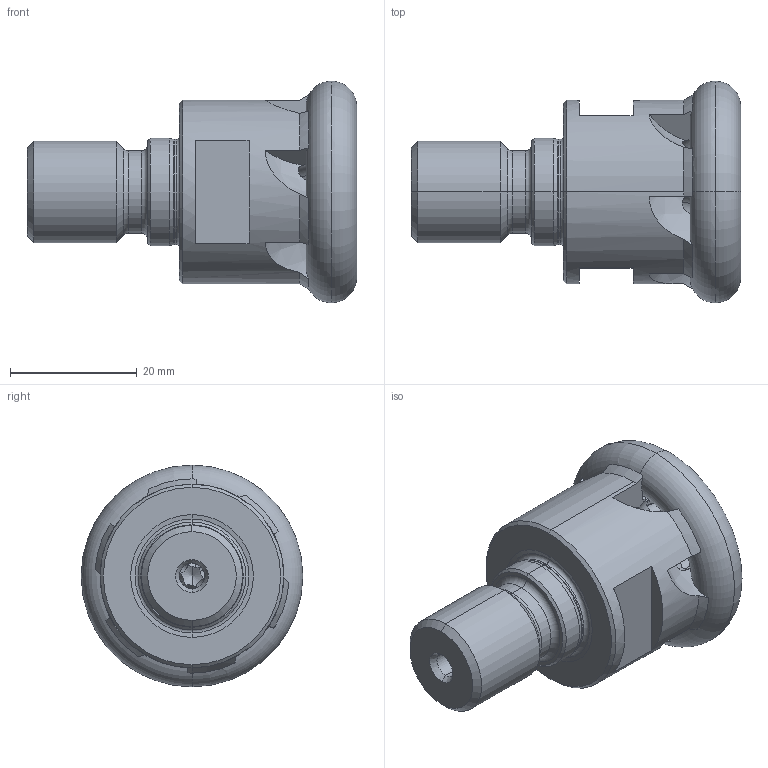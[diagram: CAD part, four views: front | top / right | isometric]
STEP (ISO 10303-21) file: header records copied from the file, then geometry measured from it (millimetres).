
FILE_DESCRIPTION (( 'STEP AP214' ), '1' );
FILE_NAME ('KEF_35_28_M16_508_6.STEP', '2016-09-19T08:24:47', ( '' ), ( '' ), 'SwSTEP 2.0', 'SolidWorks 2016', '' );
FILE_SCHEMA (( 'AUTOMOTIVE_DESIGN' ));
Length unit declared in the file: millimetre
Products named in the file (1): KEF_35_28_M16_508_6
Bounding box: 51.98 x 35 x 35 mm (x, y, z)
Volume: 21752.8 mm3; surface area: 7268.9 mm2
Topology: 1 solids, 1 shells, 203 faces, 623 edges, 400 vertices
Faces by surface type: plane 79, cylinder 58, cone 33, torus 21, bspline 12
Entity records: 8188 total; most frequent: CARTESIAN_POINT 3053, ORIENTED_EDGE 1238, DIRECTION 855, EDGE_CURVE 619, VERTEX_POINT 400, AXIS2_PLACEMENT_3D 346, B_SPLINE_CURVE_WITH_KNOTS 259, EDGE_LOOP 209
